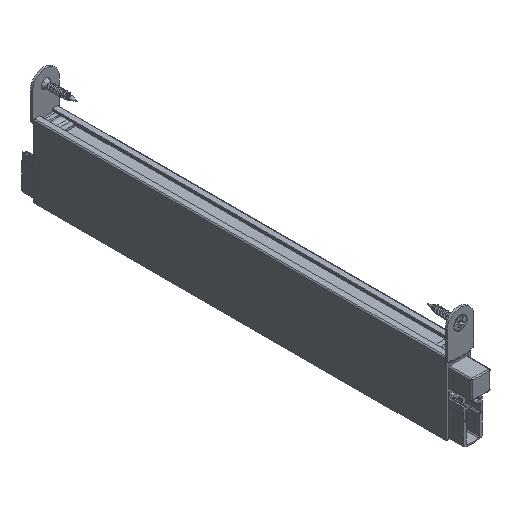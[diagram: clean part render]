
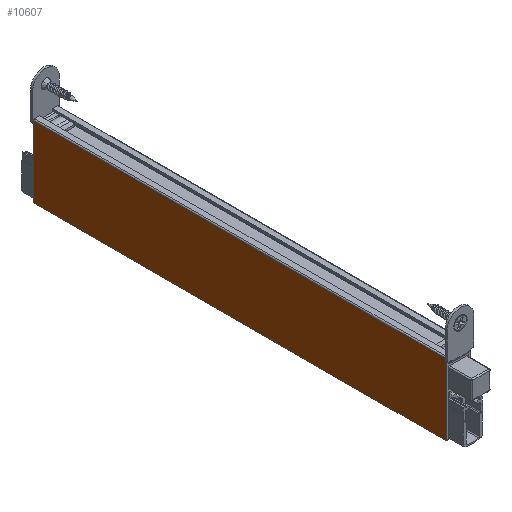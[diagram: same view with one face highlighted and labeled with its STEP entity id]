
A CAD part, isometric view. The second image highlights one B-rep face of the part: STEP entity #10607.
In plain terms, the highlighted planar face has unit normal (-1, 0, 0).
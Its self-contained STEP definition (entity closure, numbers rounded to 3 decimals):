
#672=PLANE('',#11579);
#1135=LINE('',#15031,#2105);
#1136=LINE('',#15033,#2106);
#1137=LINE('',#15035,#2107);
#1138=LINE('',#15037,#2108);
#2105=VECTOR('',#12466,1000.);
#2106=VECTOR('',#12469,1000.);
#2107=VECTOR('',#12470,1000.);
#2108=VECTOR('',#12471,1000.);
#3109=ORIENTED_EDGE('',*,*,#6316,.F.);
#3110=ORIENTED_EDGE('',*,*,#6315,.F.);
#3111=ORIENTED_EDGE('',*,*,#6317,.T.);
#3112=ORIENTED_EDGE('',*,*,#6318,.T.);
#6315=EDGE_CURVE('',#7907,#7906,#1135,.T.);
#6316=EDGE_CURVE('',#7906,#7908,#1136,.T.);
#6317=EDGE_CURVE('',#7907,#7909,#1137,.T.);
#6318=EDGE_CURVE('',#7909,#7908,#1138,.T.);
#7906=VERTEX_POINT('',#15028);
#7907=VERTEX_POINT('',#15030);
#7908=VERTEX_POINT('',#15034);
#7909=VERTEX_POINT('',#15036);
#9140=EDGE_LOOP('',(#3109,#3110,#3111,#3112));
#9820=FACE_BOUND('',#9140,.T.);
#10607=ADVANCED_FACE('',(#9820),#672,.T.);
#11579=AXIS2_PLACEMENT_3D('',#15032,#12467,#12468);
#12466=DIRECTION('',(0.,-1.,0.));
#12467=DIRECTION('',(-1.,0.,0.));
#12468=DIRECTION('',(0.,0.,1.));
#12469=DIRECTION('',(0.,0.,-1.));
#12470=DIRECTION('',(0.,0.,-1.));
#12471=DIRECTION('',(0.,-1.,0.));
#15028=CARTESIAN_POINT('',(-6.,0.,21.733));
#15030=CARTESIAN_POINT('',(-6.,200.,21.733));
#15031=CARTESIAN_POINT('',(-6.,200.,21.733));
#15032=CARTESIAN_POINT('',(-6.,200.,21.733));
#15033=CARTESIAN_POINT('',(-6.,0.,21.733));
#15034=CARTESIAN_POINT('',(-6.,0.,-12.767));
#15035=CARTESIAN_POINT('',(-6.,200.,21.733));
#15036=CARTESIAN_POINT('',(-6.,200.,-12.767));
#15037=CARTESIAN_POINT('',(-6.,200.,-12.767));
